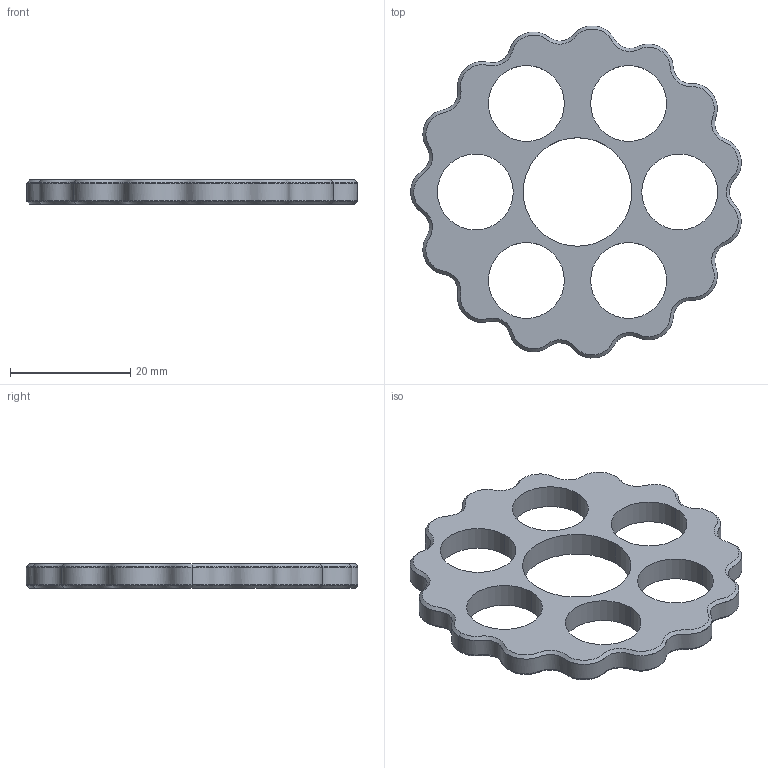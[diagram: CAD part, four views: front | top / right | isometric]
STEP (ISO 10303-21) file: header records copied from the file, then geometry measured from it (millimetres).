
FILE_DESCRIPTION (( 'STEP AP214' ), '1' );
FILE_NAME ('2.6.摆线轮，需要4片.STEP', '2025-11-20T06:32:25', ( '' ), ( '' ), 'SwSTEP 2.0', 'SolidWorks 2023', '' );
FILE_SCHEMA (( 'AUTOMOTIVE_DESIGN' ));
Length unit declared in the file: millimetre
Products named in the file (1): 2.6.摆线轮，需要4片
Bounding box: 54.97 x 55.24 x 4 mm (x, y, z)
Volume: 4800.9 mm3; surface area: 4333.5 mm2
Topology: 1 solids, 1 shells, 26 faces, 60 edges, 36 vertices
Faces by surface type: cylinder 14, bspline 10, plane 2
Entity records: 14374 total; most frequent: CARTESIAN_POINT 13774, ORIENTED_EDGE 120, DIRECTION 105, EDGE_CURVE 60, AXIS2_PLACEMENT_3D 45, EDGE_LOOP 40, VERTEX_POINT 36, CIRCLE 28
